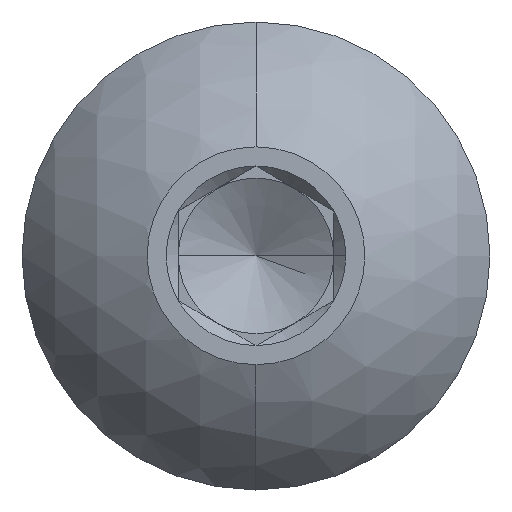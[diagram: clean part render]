
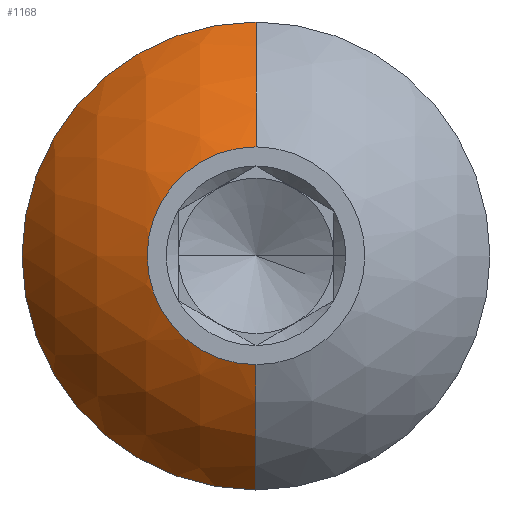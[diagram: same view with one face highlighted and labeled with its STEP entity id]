
A CAD part, top view. The second image highlights one B-rep face of the part: STEP entity #1168.
In plain terms, the highlighted spherical face has radius 2.763 mm.
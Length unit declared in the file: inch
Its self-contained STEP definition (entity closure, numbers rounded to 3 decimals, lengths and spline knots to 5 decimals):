
#323 = CARTESIAN_POINT ( 'NONE',  ( -0.094, 0., 0.16864 ) ) ;
#340 = DIRECTION ( 'NONE',  ( 1., 0., 0. ) ) ;
#357 = CARTESIAN_POINT ( 'NONE',  ( 0., 0., 0.11392 ) ) ;
#408 = ORIENTED_EDGE ( 'NONE', *, *, #460, .T. ) ;
#460 = EDGE_CURVE ( 'NONE', #3548, #3881, #2704, .T. ) ;
#610 = CIRCLE ( 'NONE', #2971, 0.094 ) ;
#644 = ORIENTED_EDGE ( 'NONE', *, *, #3213, .T. ) ;
#800 = CARTESIAN_POINT ( 'NONE',  ( 0., 0.04375, 0.2135 ) ) ;
#858 = CARTESIAN_POINT ( 'NONE',  ( 0., 0.094, 0.16864 ) ) ;
#950 = EDGE_CURVE ( 'NONE', #3271, #969, #3577, .T. ) ;
#969 = VERTEX_POINT ( 'NONE', #3150 ) ;
#1150 = VERTEX_POINT ( 'NONE', #800 ) ;
#1168 = ADVANCED_FACE ( 'NONE', ( #2428 ), #1464, .T. ) ;
#1464 = SPHERICAL_SURFACE ( 'NONE', #3541, 0.10877 ) ;
#1919 = DIRECTION ( 'NONE',  ( -1., 0., 0. ) ) ;
#1951 = EDGE_LOOP ( 'NONE', ( #644, #4050, #3788, #3367, #408 ) ) ;
#1995 = DIRECTION ( 'NONE',  ( 0., 0., -1. ) ) ;
#2082 = EDGE_CURVE ( 'NONE', #1150, #969, #3972, .T. ) ;
#2168 = CARTESIAN_POINT ( 'NONE',  ( 0., 0., 0.16864 ) ) ;
#2326 = DIRECTION ( 'NONE',  ( 1., 0., 0. ) ) ;
#2375 = CARTESIAN_POINT ( 'NONE',  ( 0., 0., 0.11392 ) ) ;
#2428 = FACE_OUTER_BOUND ( 'NONE', #1951, .T. ) ;
#2496 = DIRECTION ( 'NONE',  ( 0., 0., 1. ) ) ;
#2512 = DIRECTION ( 'NONE',  ( -1., 0., 0. ) ) ;
#2576 = CARTESIAN_POINT ( 'NONE',  ( 0., -0.094, 0.16864 ) ) ;
#2617 = DIRECTION ( 'NONE',  ( 1., 0., 0. ) ) ;
#2624 = CARTESIAN_POINT ( 'NONE',  ( 0., 0., 0.11392 ) ) ;
#2704 = CIRCLE ( 'NONE', #2860, 0.094 ) ;
#2805 = EDGE_CURVE ( 'NONE', #3548, #1150, #3917, .T. ) ;
#2852 = DIRECTION ( 'NONE',  ( 0., 0., 1. ) ) ;
#2860 = AXIS2_PLACEMENT_3D ( 'NONE', #4384, #4015, #2617 ) ;
#2942 = DIRECTION ( 'NONE',  ( 0., 1., 0. ) ) ;
#2971 = AXIS2_PLACEMENT_3D ( 'NONE', #2168, #2852, #3556 ) ;
#3150 = CARTESIAN_POINT ( 'NONE',  ( 0., -0.04375, 0.2135 ) ) ;
#3213 = EDGE_CURVE ( 'NONE', #3881, #3271, #610, .T. ) ;
#3226 = DIRECTION ( 'NONE',  ( 0., -1., 0. ) ) ;
#3271 = VERTEX_POINT ( 'NONE', #2576 ) ;
#3367 = ORIENTED_EDGE ( 'NONE', *, *, #2805, .F. ) ;
#3406 = AXIS2_PLACEMENT_3D ( 'NONE', #357, #2512, #3226 ) ;
#3541 = AXIS2_PLACEMENT_3D ( 'NONE', #2624, #1919, #2942 ) ;
#3548 = VERTEX_POINT ( 'NONE', #858 ) ;
#3556 = DIRECTION ( 'NONE',  ( 1., 0., 0. ) ) ;
#3577 = CIRCLE ( 'NONE', #3406, 0.10877 ) ;
#3703 = AXIS2_PLACEMENT_3D ( 'NONE', #2375, #2326, #1995 ) ;
#3788 = ORIENTED_EDGE ( 'NONE', *, *, #2082, .F. ) ;
#3856 = AXIS2_PLACEMENT_3D ( 'NONE', #3943, #2496, #340 ) ;
#3881 = VERTEX_POINT ( 'NONE', #323 ) ;
#3917 = CIRCLE ( 'NONE', #3703, 0.10877 ) ;
#3943 = CARTESIAN_POINT ( 'NONE',  ( 0., 0., 0.2135 ) ) ;
#3972 = CIRCLE ( 'NONE', #3856, 0.04375 ) ;
#4015 = DIRECTION ( 'NONE',  ( 0., 0., 1. ) ) ;
#4050 = ORIENTED_EDGE ( 'NONE', *, *, #950, .T. ) ;
#4384 = CARTESIAN_POINT ( 'NONE',  ( 0., 0., 0.16864 ) ) ;
